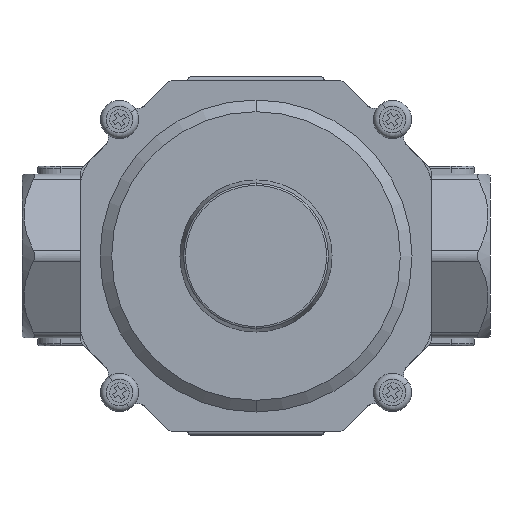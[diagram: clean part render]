
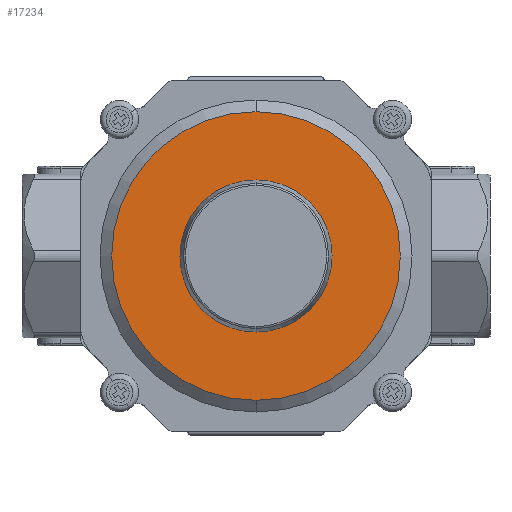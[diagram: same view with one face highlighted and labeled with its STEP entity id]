
A CAD part, front view. The second image highlights one B-rep face of the part: STEP entity #17234.
In plain terms, the highlighted face is planar.
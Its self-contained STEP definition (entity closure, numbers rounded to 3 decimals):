
#1820 = EDGE_CURVE ( 'NONE', #5561, #9737, #20766, .T. ) ;
#2493 = AXIS2_PLACEMENT_3D ( 'NONE', #31686, #16288, #18552 ) ;
#2506 = EDGE_CURVE ( 'NONE', #14595, #22567, #7034, .T. ) ;
#4098 = FACE_OUTER_BOUND ( 'NONE', #6341, .T. ) ;
#5561 = VERTEX_POINT ( 'NONE', #14516 ) ;
#5562 = ORIENTED_EDGE ( 'NONE', *, *, #2506, .T. ) ;
#6341 = EDGE_LOOP ( 'NONE', ( #24195, #24279 ) ) ;
#6730 = EDGE_CURVE ( 'NONE', #22567, #14595, #21006, .T. ) ;
#7034 = CIRCLE ( 'NONE', #17842, 19.5 ) ;
#8811 = DIRECTION ( 'NONE',  ( 0., -1., 0. ) ) ;
#9737 = VERTEX_POINT ( 'NONE', #23257 ) ;
#9756 = AXIS2_PLACEMENT_3D ( 'NONE', #26831, #8811, #29406 ) ;
#11790 = CARTESIAN_POINT ( 'NONE',  ( 37., 5.5, 0. ) ) ;
#11935 = EDGE_CURVE ( 'NONE', #9737, #5561, #26390, .T. ) ;
#12351 = DIRECTION ( 'NONE',  ( 0., -1., 0. ) ) ;
#14516 = CARTESIAN_POINT ( 'NONE',  ( -37., 5.5, 0. ) ) ;
#14595 = VERTEX_POINT ( 'NONE', #25796 ) ;
#16288 = DIRECTION ( 'NONE',  ( 0., -1., 0. ) ) ;
#16442 = DIRECTION ( 'NONE',  ( 0., -1., 0. ) ) ;
#17234 = ADVANCED_FACE ( 'NONE', ( #27467, #4098 ), #32024, .T. ) ;
#17313 = DIRECTION ( 'NONE',  ( 1., 0., 0. ) ) ;
#17647 = CARTESIAN_POINT ( 'NONE',  ( 0., 5.5, 0. ) ) ;
#17842 = AXIS2_PLACEMENT_3D ( 'NONE', #21738, #16442, #29720 ) ;
#18552 = DIRECTION ( 'NONE',  ( 1., 0., 0. ) ) ;
#20766 = CIRCLE ( 'NONE', #2493, 37. ) ;
#21006 = CIRCLE ( 'NONE', #27271, 19.5 ) ;
#21738 = CARTESIAN_POINT ( 'NONE',  ( 0., 5.5, 0. ) ) ;
#22567 = VERTEX_POINT ( 'NONE', #28318 ) ;
#23257 = CARTESIAN_POINT ( 'NONE',  ( 37., 5.5, 0. ) ) ;
#24195 = ORIENTED_EDGE ( 'NONE', *, *, #11935, .F. ) ;
#24279 = ORIENTED_EDGE ( 'NONE', *, *, #1820, .F. ) ;
#24954 = DIRECTION ( 'NONE',  ( 0., 1., 0. ) ) ;
#25053 = AXIS2_PLACEMENT_3D ( 'NONE', #11790, #24954, #27567 ) ;
#25796 = CARTESIAN_POINT ( 'NONE',  ( 19.5, 5.5, 0. ) ) ;
#26390 = CIRCLE ( 'NONE', #9756, 37. ) ;
#26795 = ORIENTED_EDGE ( 'NONE', *, *, #6730, .T. ) ;
#26831 = CARTESIAN_POINT ( 'NONE',  ( 0., 5.5, 0. ) ) ;
#27271 = AXIS2_PLACEMENT_3D ( 'NONE', #17647, #12351, #17313 ) ;
#27467 = FACE_BOUND ( 'NONE', #30989, .T. ) ;
#27567 = DIRECTION ( 'NONE',  ( -1., 0., 0. ) ) ;
#28318 = CARTESIAN_POINT ( 'NONE',  ( -19.5, 5.5, 0. ) ) ;
#29406 = DIRECTION ( 'NONE',  ( 1., 0., 0. ) ) ;
#29720 = DIRECTION ( 'NONE',  ( 1., 0., 0. ) ) ;
#30989 = EDGE_LOOP ( 'NONE', ( #5562, #26795 ) ) ;
#31686 = CARTESIAN_POINT ( 'NONE',  ( 0., 5.5, 0. ) ) ;
#32024 = PLANE ( 'NONE',  #25053 ) ;
